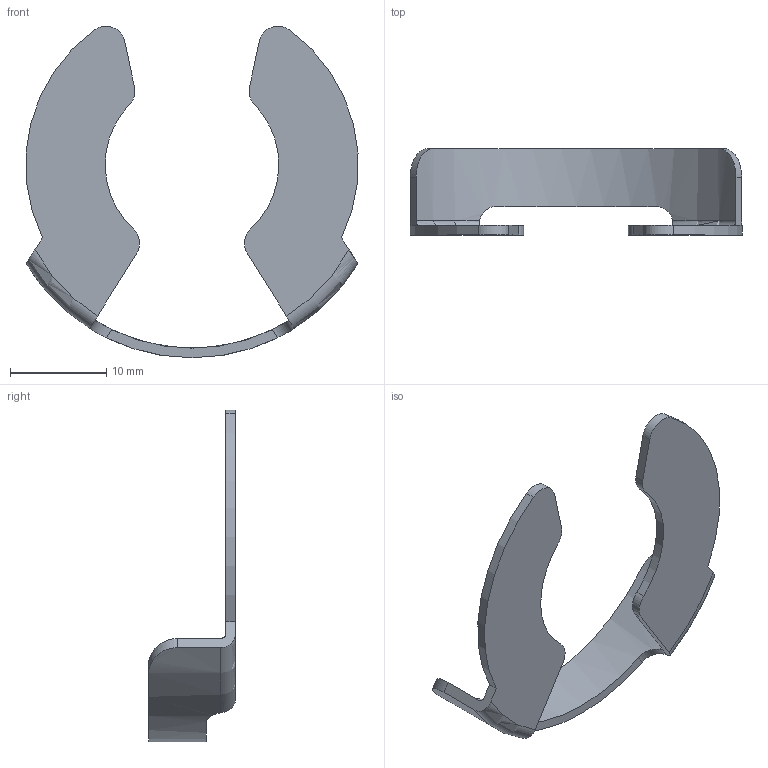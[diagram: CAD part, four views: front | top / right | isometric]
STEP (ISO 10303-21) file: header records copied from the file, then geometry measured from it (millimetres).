
FILE_DESCRIPTION (( 'STEP AP214' ), '1' );
FILE_NAME ('76.05.02.0006.step', '2021-04-02T18:11:04', ( '' ), ( '' ), 'SwSTEP 2.0', 'SolidWorks 2021', '' );
FILE_SCHEMA (( 'AUTOMOTIVE_DESIGN' ));
Length unit declared in the file: millimetre
Products named in the file (1): 76.05.02.0006
Bounding box: 34.41 x 9 x 34.36 mm (x, y, z)
Volume: 763.4 mm3; surface area: 1733.7 mm2
Topology: 1 solids, 1 shells, 32 faces, 88 edges, 58 vertices
Faces by surface type: cylinder 16, plane 12, torus 4
Entity records: 1196 total; most frequent: CARTESIAN_POINT 343, ORIENTED_EDGE 176, DIRECTION 172, EDGE_CURVE 88, AXIS2_PLACEMENT_3D 67, VERTEX_POINT 58, LINE 38, VECTOR 38
